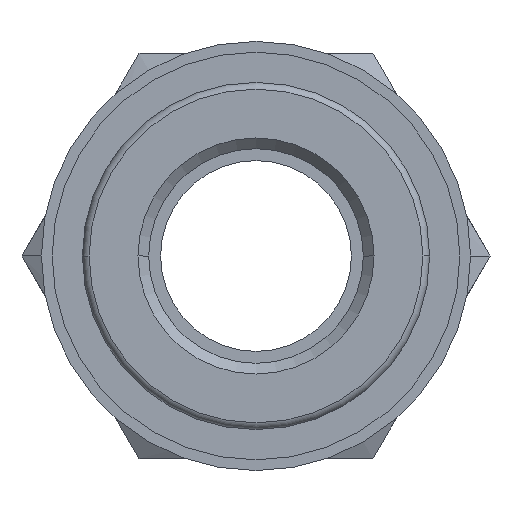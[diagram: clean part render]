
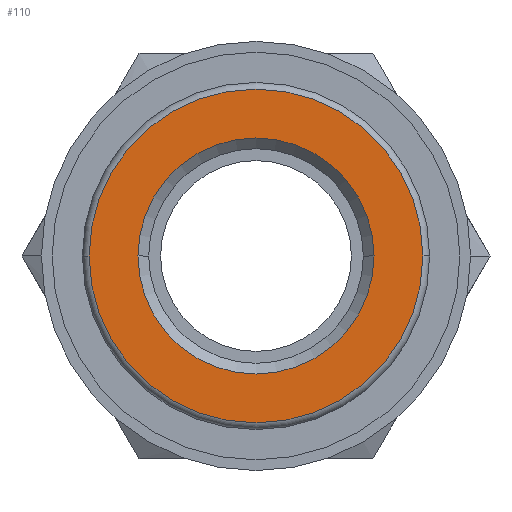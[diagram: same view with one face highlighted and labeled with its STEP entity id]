
A CAD part, front view. The second image highlights one B-rep face of the part: STEP entity #110.
In plain terms, the highlighted planar face has unit normal (0, -1, 0).
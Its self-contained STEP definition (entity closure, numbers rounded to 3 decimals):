
#110=ADVANCED_FACE('',(#256,#257),#258,.T.);
#256=FACE_BOUND('',#441,.T.);
#257=FACE_OUTER_BOUND('',#442,.T.);
#258=PLANE('',#443);
#441=EDGE_LOOP('',(#693,#694));
#442=EDGE_LOOP('',(#695,#696));
#443=AXIS2_PLACEMENT_3D('',#697,#698,#699);
#693=ORIENTED_EDGE('',*,*,#1094,.T.);
#694=ORIENTED_EDGE('',*,*,#1095,.T.);
#695=ORIENTED_EDGE('',*,*,#1096,.T.);
#696=ORIENTED_EDGE('',*,*,#1097,.T.);
#697=CARTESIAN_POINT('',(0.0,0.0,0.0));
#698=DIRECTION('',(0.0,-1.0,0.0));
#699=DIRECTION('',(-1.0,0.0,0.0));
#1094=EDGE_CURVE('',#1306,#1307,#1308,.T.);
#1095=EDGE_CURVE('',#1307,#1306,#1309,.T.);
#1096=EDGE_CURVE('',#1310,#1311,#1312,.T.);
#1097=EDGE_CURVE('',#1311,#1310,#1313,.T.);
#1306=VERTEX_POINT('',#1588);
#1307=VERTEX_POINT('',#1589);
#1308=CIRCLE('',#1590,4.95);
#1309=CIRCLE('',#1591,4.95);
#1310=VERTEX_POINT('',#1592);
#1311=VERTEX_POINT('',#1593);
#1312=CIRCLE('',#1594,7.0);
#1313=CIRCLE('',#1595,7.0);
#1588=CARTESIAN_POINT('',(-4.95,0.0,0.));
#1589=CARTESIAN_POINT('',(4.95,0.0,0.));
#1590=AXIS2_PLACEMENT_3D('',#1966,#1967,#1968);
#1591=AXIS2_PLACEMENT_3D('',#1969,#1970,#1971);
#1592=CARTESIAN_POINT('',(7.0,0.0,0.0));
#1593=CARTESIAN_POINT('',(-7.0,0.0,0.));
#1594=AXIS2_PLACEMENT_3D('',#1972,#1973,#1974);
#1595=AXIS2_PLACEMENT_3D('',#1975,#1976,#1977);
#1966=CARTESIAN_POINT('',(0.0,0.0,0.0));
#1967=DIRECTION('',(-0.0,1.0,0.0));
#1968=DIRECTION('',(1.0,0.0,0.0));
#1969=CARTESIAN_POINT('',(0.0,0.0,0.0));
#1970=DIRECTION('',(-0.0,1.0,0.0));
#1971=DIRECTION('',(1.0,0.0,0.0));
#1972=CARTESIAN_POINT('',(0.0,0.0,0.0));
#1973=DIRECTION('',(0.0,-1.0,0.0));
#1974=DIRECTION('',(1.0,0.0,0.0));
#1975=CARTESIAN_POINT('',(0.0,0.0,0.0));
#1976=DIRECTION('',(0.0,-1.0,0.0));
#1977=DIRECTION('',(1.0,0.0,0.0));
